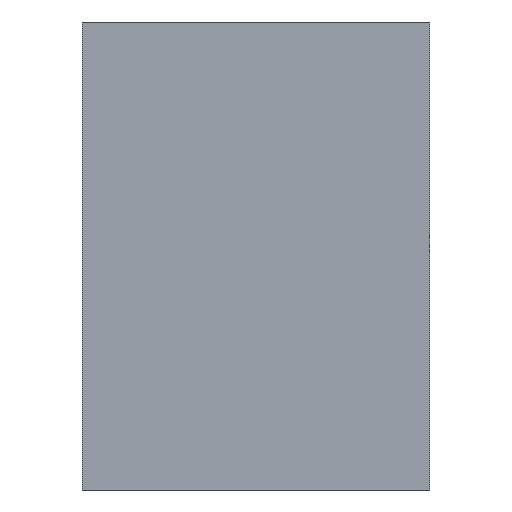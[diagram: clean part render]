
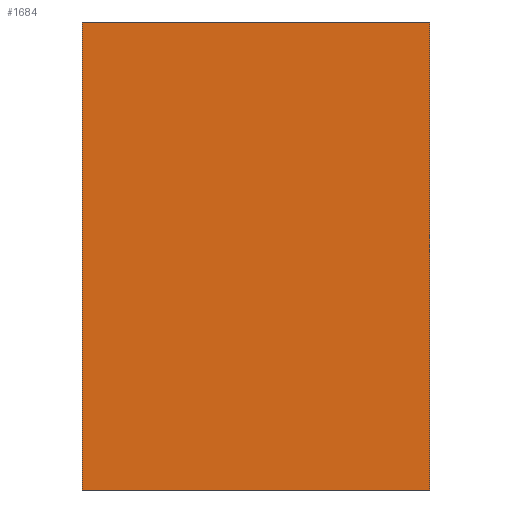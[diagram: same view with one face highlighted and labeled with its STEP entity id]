
A CAD part, left-side view. The second image highlights one B-rep face of the part: STEP entity #1684.
In plain terms, the highlighted planar face has unit normal (-1, 0, 0).
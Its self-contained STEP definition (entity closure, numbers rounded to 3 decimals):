
#105 = AXIS2_PLACEMENT_3D ( 'NONE', #1233, #1446, #1447 ) ;
#163 = VECTOR ( 'NONE', #1431, 1000. ) ;
#170 = VECTOR ( 'NONE', #1154, 1000. ) ;
#221 = VECTOR ( 'NONE', #1137, 1000. ) ;
#230 = VECTOR ( 'NONE', #971, 1000. ) ;
#402 = CARTESIAN_POINT ( 'NONE',  ( -0.813, 0.66, -0.445 ) ) ;
#429 = VERTEX_POINT ( 'NONE', #695 ) ;
#460 = CARTESIAN_POINT ( 'NONE',  ( -0.813, 0.66, -0.445 ) ) ;
#496 = EDGE_LOOP ( 'NONE', ( #677, #778, #672, #702 ) ) ;
#554 = VERTEX_POINT ( 'NONE', #739 ) ;
#672 = ORIENTED_EDGE ( 'NONE', *, *, #1633, .T. ) ;
#677 = ORIENTED_EDGE ( 'NONE', *, *, #1631, .T. ) ;
#695 = CARTESIAN_POINT ( 'NONE',  ( -0.813, 0.66, 0.444 ) ) ;
#700 = CARTESIAN_POINT ( 'NONE',  ( -0.813, 0., 0.444 ) ) ;
#702 = ORIENTED_EDGE ( 'NONE', *, *, #1594, .F. ) ;
#739 = CARTESIAN_POINT ( 'NONE',  ( -0.813, 0., -0.445 ) ) ;
#750 = VERTEX_POINT ( 'NONE', #402 ) ;
#778 = ORIENTED_EDGE ( 'NONE', *, *, #1661, .T. ) ;
#922 = VERTEX_POINT ( 'NONE', #700 ) ;
#971 = DIRECTION ( 'NONE',  ( 0., 0., 1. ) ) ;
#1067 = LINE ( 'NONE', #460, #230 ) ;
#1130 = CARTESIAN_POINT ( 'NONE',  ( -0.813, 0.45, -0.445 ) ) ;
#1137 = DIRECTION ( 'NONE',  ( 0., -1., 0. ) ) ;
#1149 = LINE ( 'NONE', #1200, #170 ) ;
#1154 = DIRECTION ( 'NONE',  ( 0., 1., 0. ) ) ;
#1200 = CARTESIAN_POINT ( 'NONE',  ( -0.813, 0., 0.444 ) ) ;
#1229 = PLANE ( 'NONE',  #105 ) ;
#1233 = CARTESIAN_POINT ( 'NONE',  ( -0.813, 0., -0.445 ) ) ;
#1286 = LINE ( 'NONE', #1444, #163 ) ;
#1424 = LINE ( 'NONE', #1130, #221 ) ;
#1431 = DIRECTION ( 'NONE',  ( 0., 0., 1. ) ) ;
#1438 = FACE_OUTER_BOUND ( 'NONE', #496, .T. ) ;
#1444 = CARTESIAN_POINT ( 'NONE',  ( -0.813, 0., -0.445 ) ) ;
#1446 = DIRECTION ( 'NONE',  ( -1., 0., 0. ) ) ;
#1447 = DIRECTION ( 'NONE',  ( 0., -1., 0. ) ) ;
#1594 = EDGE_CURVE ( 'NONE', #750, #429, #1067, .T. ) ;
#1631 = EDGE_CURVE ( 'NONE', #750, #554, #1424, .T. ) ;
#1633 = EDGE_CURVE ( 'NONE', #922, #429, #1149, .T. ) ;
#1661 = EDGE_CURVE ( 'NONE', #554, #922, #1286, .T. ) ;
#1684 = ADVANCED_FACE ( 'NONE', ( #1438 ), #1229, .T. ) ;
